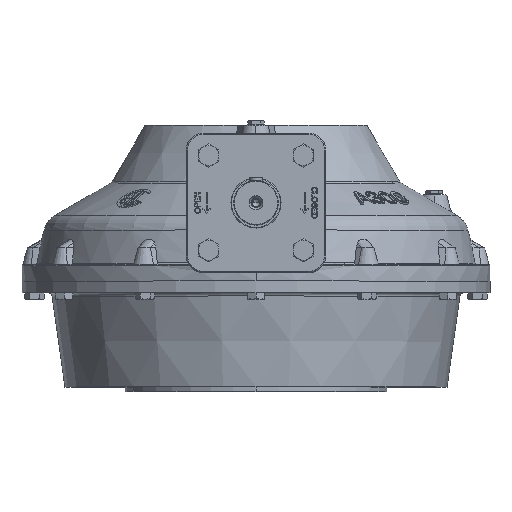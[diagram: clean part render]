
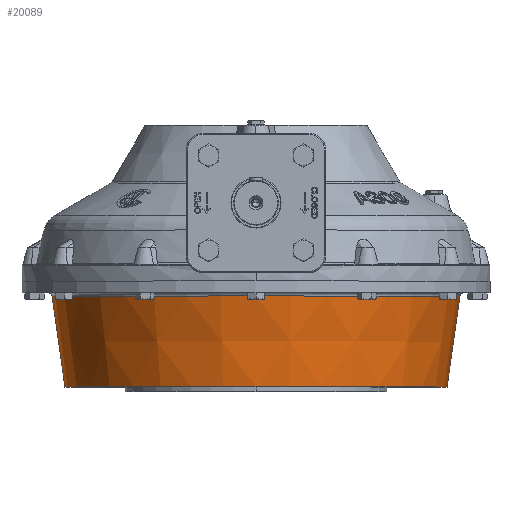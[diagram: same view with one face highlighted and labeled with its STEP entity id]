
A CAD part, top view. The second image highlights one B-rep face of the part: STEP entity #20089.
In plain terms, the highlighted conical face has half-angle 8 degrees and reference radius 343 mm.
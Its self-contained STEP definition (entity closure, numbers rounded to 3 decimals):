
#20048=CARTESIAN_POINT('',(0.,8.,0.));
#20049=DIRECTION('',(0.0,1.0,0.0));
#20050=DIRECTION('',(-1.0,0.0,0.0));
#20051=AXIS2_PLACEMENT_3D('',#20048,#20049,#20050);
#20052=CONICAL_SURFACE('',#20051,343.,8.);
#20053=CARTESIAN_POINT('',(-343.,8.,0.));
#20054=VERTEX_POINT('',#20053);
#20055=CARTESIAN_POINT('',(343.,8.,0.));
#20056=VERTEX_POINT('',#20055);
#20057=CARTESIAN_POINT('',(0.,8.,0.));
#20058=DIRECTION('',(0.0,1.0,0.0));
#20059=DIRECTION('',(-1.0,0.0,0.0));
#20060=AXIS2_PLACEMENT_3D('',#20057,#20058,#20059);
#20061=CIRCLE('',#20060,343.);
#20062=EDGE_CURVE('',#20054,#20056,#20061,.T.);
#20063=ORIENTED_EDGE('',*,*,#20062,.T.);
#20064=CARTESIAN_POINT('',(365.896,170.913,0.));
#20065=VERTEX_POINT('',#20064);
#20066=CARTESIAN_POINT('',(343.,8.,0.));
#20067=DIRECTION('',(0.139,0.99,0.));
#20068=VECTOR('',#20067,164.514);
#20069=LINE('',#20066,#20068);
#20070=EDGE_CURVE('',#20056,#20065,#20069,.T.);
#20071=ORIENTED_EDGE('',*,*,#20070,.T.);
#20072=CARTESIAN_POINT('',(-365.896,170.913,0.));
#20073=VERTEX_POINT('',#20072);
#20074=CARTESIAN_POINT('',(0.,170.913,0.));
#20075=DIRECTION('',(0.0,1.0,0.0));
#20076=DIRECTION('',(-1.0,0.0,0.0));
#20077=AXIS2_PLACEMENT_3D('',#20074,#20075,#20076);
#20078=CIRCLE('',#20077,365.896);
#20079=EDGE_CURVE('',#20073,#20065,#20078,.T.);
#20080=ORIENTED_EDGE('',*,*,#20079,.F.);
#20081=CARTESIAN_POINT('',(-343.,8.,0.));
#20082=DIRECTION('',(-0.139,0.99,0.0));
#20083=VECTOR('',#20082,164.514);
#20084=LINE('',#20081,#20083);
#20085=EDGE_CURVE('',#20054,#20073,#20084,.T.);
#20086=ORIENTED_EDGE('',*,*,#20085,.F.);
#20087=EDGE_LOOP('',(#20063,#20071,#20080,#20086));
#20088=FACE_OUTER_BOUND('',#20087,.T.);
#20089=ADVANCED_FACE('',(#20088),#20052,.T.);
